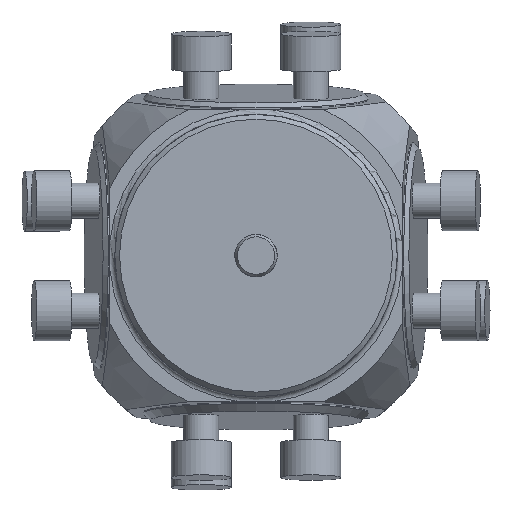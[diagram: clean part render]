
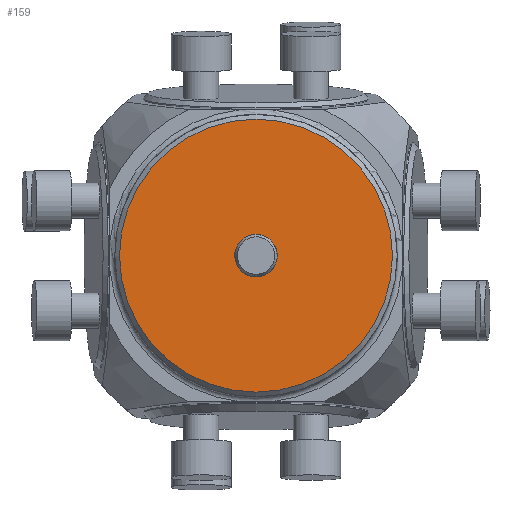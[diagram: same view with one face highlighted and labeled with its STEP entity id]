
A CAD part, top view. The second image highlights one B-rep face of the part: STEP entity #159.
In plain terms, the highlighted planar face has unit normal (0, 0, 1).
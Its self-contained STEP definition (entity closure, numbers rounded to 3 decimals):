
#159=ADVANCED_FACE('',(#303,#304),#242,.T.);
#242=PLANE('',#1292);
#303=FACE_BOUND('',#448,.T.);
#304=FACE_BOUND('',#449,.T.);
#448=EDGE_LOOP('',(#656));
#449=EDGE_LOOP('',(#657));
#656=ORIENTED_EDGE('',*,*,#1015,.F.);
#657=ORIENTED_EDGE('',*,*,#1016,.T.);
#894=VERTEX_POINT('',#2002);
#895=VERTEX_POINT('',#2004);
#1015=EDGE_CURVE('',#894,#894,#1115,.T.);
#1016=EDGE_CURVE('',#895,#895,#1116,.T.);
#1115=CIRCLE('',#1290,3.);
#1116=CIRCLE('',#1291,19.325);
#1290=AXIS2_PLACEMENT_3D('',#2001,#1548,#1549);
#1291=AXIS2_PLACEMENT_3D('',#2003,#1550,#1551);
#1292=AXIS2_PLACEMENT_3D('',#2005,#1552,#1553);
#1548=DIRECTION('',(0.,0.,1.));
#1549=DIRECTION('',(1.,0.,0.));
#1550=DIRECTION('',(0.,0.,1.));
#1551=DIRECTION('',(1.,0.,0.));
#1552=DIRECTION('',(0.,0.,1.));
#1553=DIRECTION('',(0.,1.,0.));
#2001=CARTESIAN_POINT('',(0.,0.,0.));
#2002=CARTESIAN_POINT('',(3.,0.,0.));
#2003=CARTESIAN_POINT('',(0.,0.,0.));
#2004=CARTESIAN_POINT('',(19.325,0.,0.));
#2005=CARTESIAN_POINT('',(0.,0.,0.));
